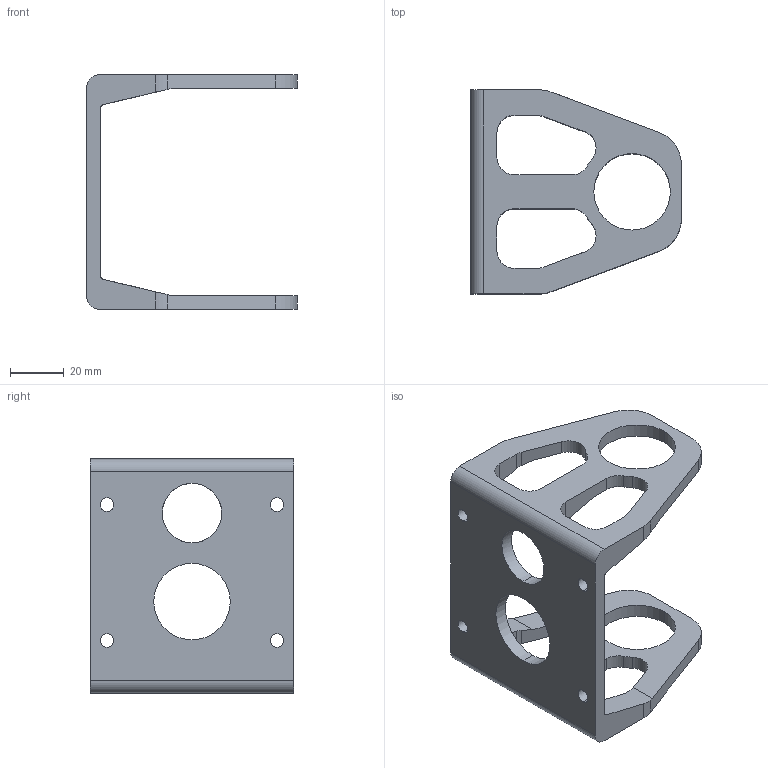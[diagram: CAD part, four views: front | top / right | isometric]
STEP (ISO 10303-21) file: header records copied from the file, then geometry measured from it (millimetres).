
FILE_DESCRIPTION (( 'STEP AP214' ), '1' );
FILE_NAME ('am-3020a Swerve & Steer U Housing REV3.STEP', '2018-06-25T12:56:17', ( '' ), ( '' ), 'SwSTEP 2.0', 'SolidWorks 2017', '' );
FILE_SCHEMA (( 'AUTOMOTIVE_DESIGN' ));
Length unit declared in the file: inch
Products named in the file (1): am-3020a Swerve & Steer U Housing REV3
Bounding box: 78.74 x 76.2 x 87.63 mm (x, y, z)
Volume: 61891.5 mm3; surface area: 28234.2 mm2
Topology: 1 solids, 1 shells, 88 faces, 273 edges, 182 vertices
Faces by surface type: cylinder 56, plane 32
Entity records: 3173 total; most frequent: CARTESIAN_POINT 632, ORIENTED_EDGE 546, DIRECTION 517, EDGE_CURVE 273, VERTEX_POINT 182, AXIS2_PLACEMENT_3D 179, LINE 159, VECTOR 159
